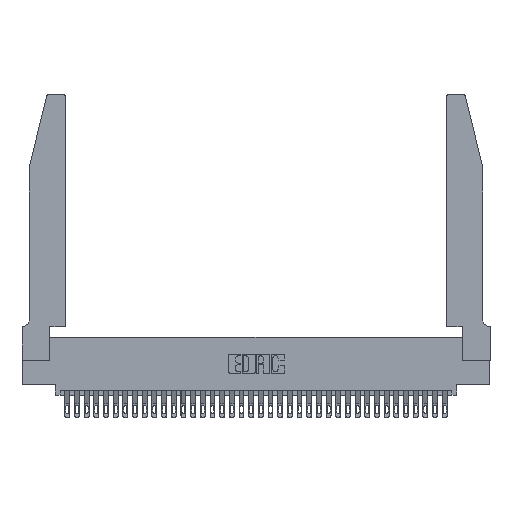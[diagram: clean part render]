
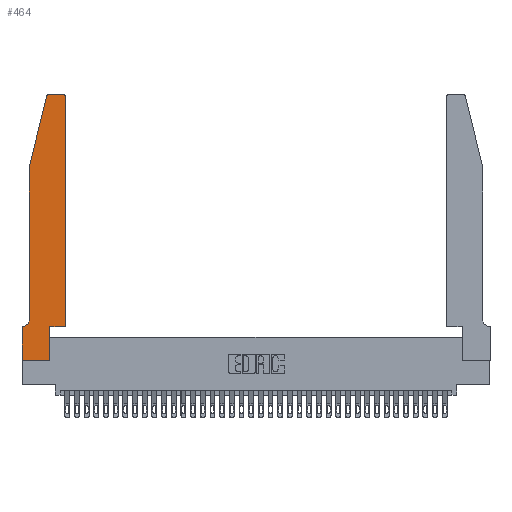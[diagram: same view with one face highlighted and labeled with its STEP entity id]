
A CAD part, top view. The second image highlights one B-rep face of the part: STEP entity #464.
In plain terms, the highlighted planar face has unit normal (0, 0, 1).
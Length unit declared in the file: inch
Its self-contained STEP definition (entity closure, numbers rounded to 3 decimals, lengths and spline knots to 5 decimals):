
#140 = CARTESIAN_POINT ( 'NONE',  ( 0., 0.35, 0.37 ) ) ;
#464 = ADVANCED_FACE ( 'NONE', ( #25655 ), #16654, .T. ) ;
#768 = AXIS2_PLACEMENT_3D ( 'NONE', #18340, #4263, #30557 ) ;
#1056 = EDGE_CURVE ( 'NONE', #11829, #15343, #29117, .T. ) ;
#1596 = DIRECTION ( 'NONE',  ( -1., 0., 0. ) ) ;
#1813 = DIRECTION ( 'NONE',  ( -0.239, -0.971, 0. ) ) ;
#2124 = EDGE_CURVE ( 'NONE', #17061, #5114, #24631, .T. ) ;
#2236 = CARTESIAN_POINT ( 'NONE',  ( 0.0755, 2., 0.37 ) ) ;
#2333 = VERTEX_POINT ( 'NONE', #14565 ) ;
#3470 = VECTOR ( 'NONE', #1813, 39.37008 ) ;
#4119 = EDGE_CURVE ( 'NONE', #20694, #23230, #35066, .T. ) ;
#4263 = DIRECTION ( 'NONE',  ( 0., 0., 1. ) ) ;
#4351 = CARTESIAN_POINT ( 'NONE',  ( 0.4205, 2.75, 0.37 ) ) ;
#4937 = VECTOR ( 'NONE', #32138, 39.37008 ) ;
#5013 = CARTESIAN_POINT ( 'NONE',  ( 0.0055, 0.42, 0.37 ) ) ;
#5114 = VERTEX_POINT ( 'NONE', #16271 ) ;
#5804 = VECTOR ( 'NONE', #16772, 39.37008 ) ;
#5995 = ORIENTED_EDGE ( 'NONE', *, *, #2124, .T. ) ;
#6116 = VECTOR ( 'NONE', #26379, 39.37008 ) ;
#6381 = CARTESIAN_POINT ( 'NONE',  ( 0.0755, 0.42, 0.37 ) ) ;
#6461 = CARTESIAN_POINT ( 'NONE',  ( 0.25487, 2.72718, 0.37 ) ) ;
#6856 = CARTESIAN_POINT ( 'NONE',  ( 0.0755, 2., 0.37 ) ) ;
#7033 = ORIENTED_EDGE ( 'NONE', *, *, #10618, .T. ) ;
#8031 = DIRECTION ( 'NONE',  ( -1., 0., 0. ) ) ;
#8150 = VECTOR ( 'NONE', #13288, 39.37008 ) ;
#8458 = EDGE_CURVE ( 'NONE', #13203, #11829, #15189, .T. ) ;
#8561 = CARTESIAN_POINT ( 'NONE',  ( 0.4505, 0.35, 0.37 ) ) ;
#10416 = VECTOR ( 'NONE', #27964, 39.37008 ) ;
#10618 = EDGE_CURVE ( 'NONE', #23340, #2333, #27399, .T. ) ;
#10850 = DIRECTION ( 'NONE',  ( 1., 0., 0. ) ) ;
#10969 = CARTESIAN_POINT ( 'NONE',  ( 0.4205, 2.72, 0.37 ) ) ;
#11279 = DIRECTION ( 'NONE',  ( 1., 0., 0. ) ) ;
#11829 = VERTEX_POINT ( 'NONE', #24654 ) ;
#11908 = AXIS2_PLACEMENT_3D ( 'NONE', #10969, #16578, #10850 ) ;
#12164 = AXIS2_PLACEMENT_3D ( 'NONE', #5013, #22176, #8031 ) ;
#12222 = ORIENTED_EDGE ( 'NONE', *, *, #21895, .T. ) ;
#13203 = VERTEX_POINT ( 'NONE', #20652 ) ;
#13288 = DIRECTION ( 'NONE',  ( 0., 1., 0. ) ) ;
#13782 = ORIENTED_EDGE ( 'NONE', *, *, #30291, .T. ) ;
#14565 = CARTESIAN_POINT ( 'NONE',  ( 0.2865, 0., 0.37 ) ) ;
#14931 = ORIENTED_EDGE ( 'NONE', *, *, #25124, .T. ) ;
#15034 = VECTOR ( 'NONE', #17800, 39.37008 ) ;
#15189 = LINE ( 'NONE', #26412, #8150 ) ;
#15343 = VERTEX_POINT ( 'NONE', #4351 ) ;
#15537 = EDGE_CURVE ( 'NONE', #31522, #20694, #24670, .T. ) ;
#15606 = CARTESIAN_POINT ( 'NONE',  ( 0.2605, 2.75, 0.37 ) ) ;
#16271 = CARTESIAN_POINT ( 'NONE',  ( 0.0055, 0.35, 0.37 ) ) ;
#16483 = LINE ( 'NONE', #33794, #5804 ) ;
#16578 = DIRECTION ( 'NONE',  ( 0., 0., 1. ) ) ;
#16654 = PLANE ( 'NONE',  #34984 ) ;
#16772 = DIRECTION ( 'NONE',  ( 0., -1., 0. ) ) ;
#16779 = EDGE_CURVE ( 'NONE', #23230, #17061, #28880, .T. ) ;
#16893 = DIRECTION ( 'NONE',  ( 0., 0., 1. ) ) ;
#17061 = VERTEX_POINT ( 'NONE', #6381 ) ;
#17800 = DIRECTION ( 'NONE',  ( 0., -1., 0. ) ) ;
#18182 = VECTOR ( 'NONE', #1596, 39.37008 ) ;
#18340 = CARTESIAN_POINT ( 'NONE',  ( 0.284, 2.72, 0.37 ) ) ;
#18585 = VECTOR ( 'NONE', #20106, 39.37008 ) ;
#19595 = ORIENTED_EDGE ( 'NONE', *, *, #15537, .T. ) ;
#19622 = ORIENTED_EDGE ( 'NONE', *, *, #8458, .T. ) ;
#19625 = VERTEX_POINT ( 'NONE', #140 ) ;
#20106 = DIRECTION ( 'NONE',  ( 1., 0., 0. ) ) ;
#20152 = CARTESIAN_POINT ( 'NONE',  ( 0., 0., 0.37 ) ) ;
#20652 = CARTESIAN_POINT ( 'NONE',  ( 0.4505, 0.35, 0.37 ) ) ;
#20694 = VERTEX_POINT ( 'NONE', #6461 ) ;
#21895 = EDGE_CURVE ( 'NONE', #15343, #31522, #27660, .T. ) ;
#22173 = EDGE_CURVE ( 'NONE', #19625, #23340, #16483, .T. ) ;
#22176 = DIRECTION ( 'NONE',  ( 0., 0., -1. ) ) ;
#22219 = ORIENTED_EDGE ( 'NONE', *, *, #22173, .T. ) ;
#22618 = LINE ( 'NONE', #26730, #6116 ) ;
#23230 = VERTEX_POINT ( 'NONE', #2236 ) ;
#23340 = VERTEX_POINT ( 'NONE', #20152 ) ;
#23745 = ORIENTED_EDGE ( 'NONE', *, *, #24379, .T. ) ;
#23997 = ORIENTED_EDGE ( 'NONE', *, *, #16779, .T. ) ;
#24374 = LINE ( 'NONE', #8561, #18585 ) ;
#24379 = EDGE_CURVE ( 'NONE', #5114, #19625, #36474, .T. ) ;
#24437 = CARTESIAN_POINT ( 'NONE',  ( 0.0755, 0.35, 0.37 ) ) ;
#24520 = CARTESIAN_POINT ( 'NONE',  ( 0.0755, 2., 0.37 ) ) ;
#24631 = CIRCLE ( 'NONE', #12164, 0.07 ) ;
#24654 = CARTESIAN_POINT ( 'NONE',  ( 0.4505, 2.72, 0.37 ) ) ;
#24670 = CIRCLE ( 'NONE', #768, 0.03 ) ;
#25124 = EDGE_CURVE ( 'NONE', #2333, #36540, #22618, .T. ) ;
#25177 = CARTESIAN_POINT ( 'NONE',  ( 0.2865, 0.35, 0.37 ) ) ;
#25655 = FACE_OUTER_BOUND ( 'NONE', #36501, .T. ) ;
#26379 = DIRECTION ( 'NONE',  ( 0., 1., 0. ) ) ;
#26412 = CARTESIAN_POINT ( 'NONE',  ( 0.4505, 0.35, 0.37 ) ) ;
#26730 = CARTESIAN_POINT ( 'NONE',  ( 0.2865, 0.35, 0.37 ) ) ;
#27399 = LINE ( 'NONE', #27828, #10416 ) ;
#27660 = LINE ( 'NONE', #15606, #4937 ) ;
#27828 = CARTESIAN_POINT ( 'NONE',  ( 0., 0., 0.37 ) ) ;
#27964 = DIRECTION ( 'NONE',  ( 1., 0., 0. ) ) ;
#28880 = LINE ( 'NONE', #6856, #15034 ) ;
#29117 = CIRCLE ( 'NONE', #11908, 0.03 ) ;
#29554 = ORIENTED_EDGE ( 'NONE', *, *, #4119, .T. ) ;
#30291 = EDGE_CURVE ( 'NONE', #36540, #13203, #24374, .T. ) ;
#30557 = DIRECTION ( 'NONE',  ( 1., 0., 0. ) ) ;
#31339 = CARTESIAN_POINT ( 'NONE',  ( 0.284, 2.75, 0.37 ) ) ;
#31522 = VERTEX_POINT ( 'NONE', #31339 ) ;
#32138 = DIRECTION ( 'NONE',  ( -1., 0., 0. ) ) ;
#33794 = CARTESIAN_POINT ( 'NONE',  ( 0., 0., 0.37 ) ) ;
#33927 = CARTESIAN_POINT ( 'NONE',  ( 0., 0.35, 0.37 ) ) ;
#34131 = ORIENTED_EDGE ( 'NONE', *, *, #1056, .T. ) ;
#34984 = AXIS2_PLACEMENT_3D ( 'NONE', #33927, #16893, #11279 ) ;
#35066 = LINE ( 'NONE', #24520, #3470 ) ;
#36474 = LINE ( 'NONE', #24437, #18182 ) ;
#36501 = EDGE_LOOP ( 'NONE', ( #12222, #19595, #29554, #23997, #5995, #23745, #22219, #7033, #14931, #13782, #19622, #34131 ) ) ;
#36540 = VERTEX_POINT ( 'NONE', #25177 ) ;
